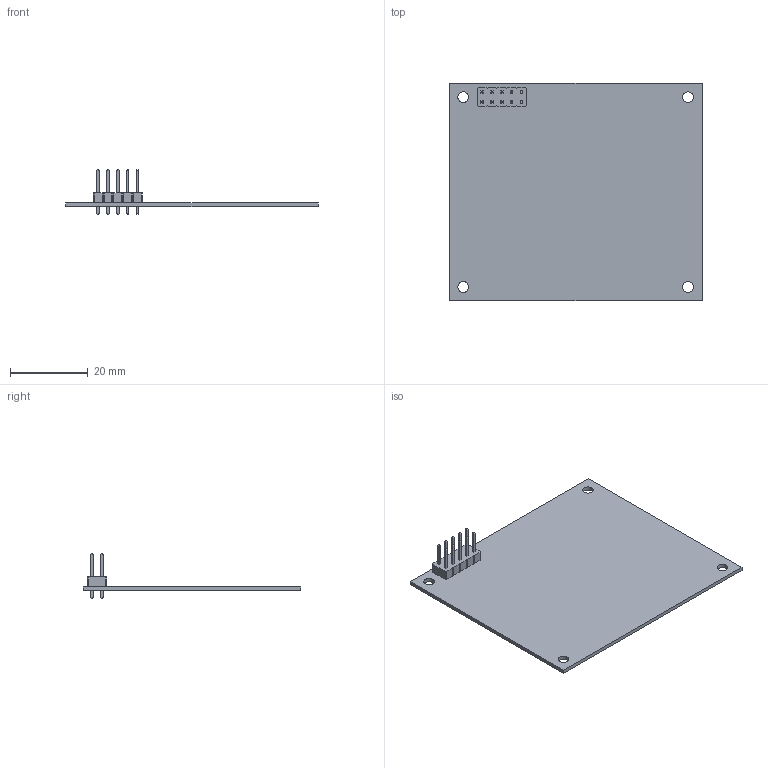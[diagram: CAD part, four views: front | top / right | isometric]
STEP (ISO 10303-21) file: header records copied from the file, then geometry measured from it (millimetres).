
FILE_DESCRIPTION(('KiCad electronic assembly'),'2;1');
FILE_NAME('ninotnc.step','2024-04-20T18:44:13',('Pcbnew'),('Kicad'), 'Open CASCADE STEP processor 7.7','KiCad to STEP converter','Unknown' );
FILE_SCHEMA(('AUTOMOTIVE_DESIGN { 1 0 10303 214 1 1 1 1 }'));
Length unit declared in the file: millimetre
Products named in the file (4): ninotnc 1; PinHeader_2x05_P2.54mm_Vertical; SOLID; _autosave-ninotnc PCB
Assembly tree (3 placements, depth 3):
  ninotnc 1
    PinHeader_2x05_P2.54mm_Vertical
      SOLID
    _autosave-ninotnc PCB
Bounding box: 65.07 x 56.08 x 11.54 mm (x, y, z)
Volume: 3744.1 mm3; surface area: 7983.2 mm2
Topology: 2 solids, 2 shells, 234 faces, 550 edges, 340 vertices
Faces by surface type: plane 220, cylinder 14
Full cylindrical faces by diameter (mm): 1 x10, 2.75 x4
Entity records: 15354 total; most frequent: CARTESIAN_POINT 2396, DIRECTION 2126, LINE 1594, VECTOR 1594, ORIENTED_EDGE 1100, PCURVE 1100, DEFINITIONAL_REPRESENTATION 1100, EDGE_CURVE 550
